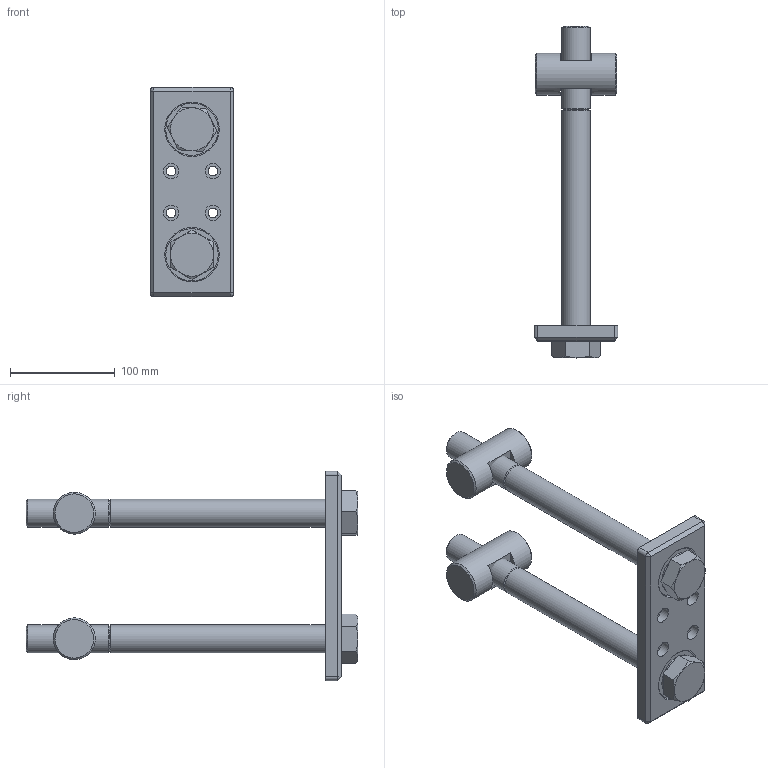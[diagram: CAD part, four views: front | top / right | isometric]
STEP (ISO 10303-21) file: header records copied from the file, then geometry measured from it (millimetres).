
FILE_DESCRIPTION(/* description */ ('Scheibe DIN 125 für M27 ZN'),/* implementation_level */ '2;1');
FILE_NAME(/* name */ 'SV6000V_A.stp',/* time_stamp */ '2015-11-27T12:15:41+01:00',/* author */ ('Marina Kaa'),/* organization */ (''),/* preprocessor_version */ 'ST-DEVELOPER v15.6',/* originating_system */ 'Autodesk Inventor 2015',/* authorisation */ '');
FILE_SCHEMA (('AUTOMOTIVE_DESIGN { 1 0 10303 214 3 1 1 }'));
Length unit declared in the file: millimetre
Products named in the file (5): DK0125270000; ME1706000; ME2206000; DK0931273000; SV6000V_A
Bounding box: 80 x 317 x 200 mm (x, y, z)
Volume: 753456 mm3; surface area: 137838 mm2
Topology: 7 solids, 7 shells, 122 faces, 244 edges, 144 vertices
Faces by surface type: plane 66, cylinder 30, cone 26
Full cylindrical faces by diameter (mm): 9 x4, 15 x4, 23.752 x2, 27 x4, 28 x4, 40 x2, 41 x2, 50 x2, 52 x2
Entity records: 2051 total; most frequent: DIRECTION 366, CARTESIAN_POINT 339, ORIENTED_EDGE 262, AXIS2_PLACEMENT_3D 156, EDGE_CURVE 131, EDGE_LOOP 128, VERTEX_POINT 93, FACE_OUTER_BOUND 79
